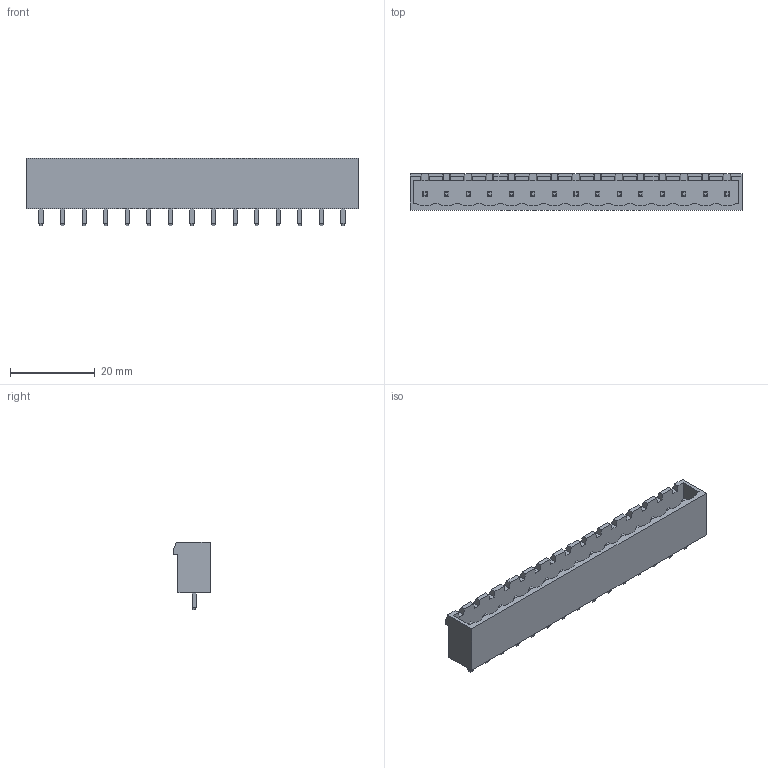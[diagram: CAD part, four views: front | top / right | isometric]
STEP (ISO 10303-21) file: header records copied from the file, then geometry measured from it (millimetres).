
FILE_DESCRIPTION(/* description */ ('model of PhoenixContact_MSTBVA-G_15x5.08mm_Vertical.'),/* implementation_level */ FILE_NAME(/* name */ 'PhoenixContact_MSTBVA-G_15x5.08mm_Vertical..stp',/* time_stamp */ '2017-02-24T04:54:34',/* author */ ('Rene Poeschl',''),/* organization */ (''),/* preprocessor_version */ '',/* originating_system */ '',/* authorisation */ '');
FILE_NAME(/* name */ 'PhoenixContact_MSTBVA-G_15x5.08mm_Vertical..stp',/* time_stamp */ '2017-02-24T04:54:34',/* author */ ('Rene Poeschl',''),/* organization */ (''),/* preprocessor_version */ '',/* originating_system */ '',/* authorisation */ '');
FILE_SCHEMA(('AUTOMOTIVE_DESIGN_CC2 { 1 2 10303 214 -1 1 5 4 }'));
Length unit declared in the file: millimetre
Products named in the file (1): MSTBVA_01x15_G_5_08mm
Bounding box: 78.2 x 8.6 x 16 mm (x, y, z)
Volume: 3769.5 mm3; surface area: 5380.7 mm2
Topology: 1 solids, 1 shells, 388 faces, 918 edges, 562 vertices
Faces by surface type: plane 373, cylinder 15
Entity records: 25115 total; most frequent: CARTESIAN_POINT 4005, DIRECTION 3262, LINE 2394, VECTOR 2394, ORIENTED_EDGE 1836, PCURVE 1836, DEFINITIONAL_REPRESENTATION 1836, EDGE_CURVE 918
